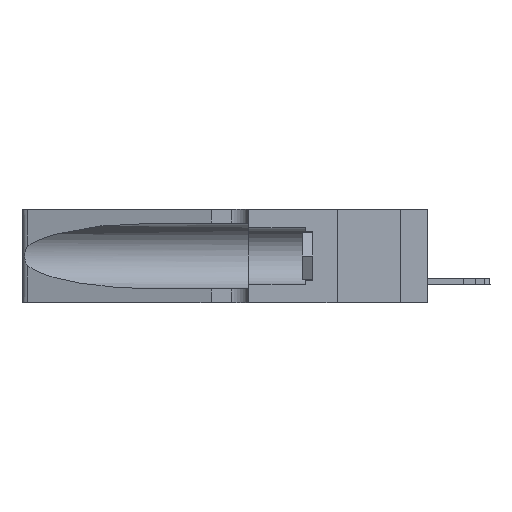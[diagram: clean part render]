
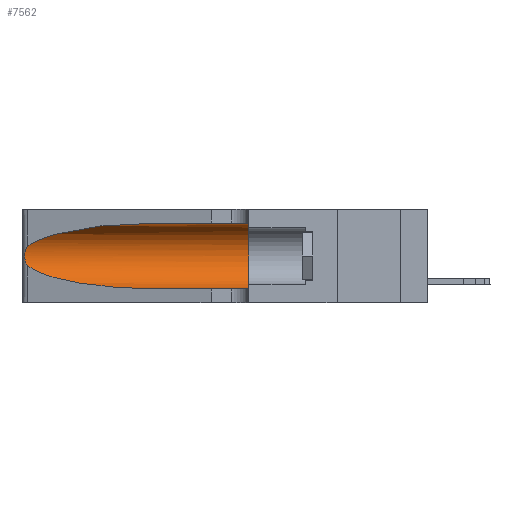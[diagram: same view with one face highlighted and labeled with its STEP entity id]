
A CAD part, left-side view. The second image highlights one B-rep face of the part: STEP entity #7562.
In plain terms, the highlighted cylindrical face has radius 3.308 mm (diameter 6.617 mm), a partial arc.
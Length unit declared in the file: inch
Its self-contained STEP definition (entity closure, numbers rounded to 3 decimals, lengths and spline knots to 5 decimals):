
#208 = DIRECTION ( 'NONE',  ( 0., -1., 0. ) ) ;
#289 = EDGE_CURVE ( 'NONE', #16424, #17615, #22118, .T. ) ;
#426 = DIRECTION ( 'NONE',  ( 0., 1., 0. ) ) ;
#499 = CARTESIAN_POINT ( 'NONE',  ( 0.1305, 0.72297, 0.31525 ) ) ;
#634 = CARTESIAN_POINT ( 'NONE',  ( 0.25487, 1.22718, 0.22369 ) ) ;
#659 = ORIENTED_EDGE ( 'NONE', *, *, #1834, .T. ) ;
#678 = VECTOR ( 'NONE', #7690, 39.37008 ) ;
#679 = CARTESIAN_POINT ( 'NONE',  ( 0.25487, 1.22718, 0.14631 ) ) ;
#740 = LINE ( 'NONE', #1391, #17252 ) ;
#848 = VERTEX_POINT ( 'NONE', #11485 ) ;
#866 = CARTESIAN_POINT ( 'NONE',  ( 0.25856, 1.23593, 0.16098 ) ) ;
#1391 = CARTESIAN_POINT ( 'NONE',  ( 0.1305, 1.61858, 0.31525 ) ) ;
#1506 = CARTESIAN_POINT ( 'NONE',  ( 0.2373, 1.15595, 0.28018 ) ) ;
#1834 = EDGE_CURVE ( 'NONE', #21571, #11564, #1954, .T. ) ;
#1954 = B_SPLINE_CURVE_WITH_KNOTS ( 'NONE', 3,
 ( #634, #18393, #15023, #2391, #20146, #21753, #2687, #11427, #11507, #866, #7993, #11194, #12952, #11738 ),
 .UNSPECIFIED., .F., .F.,
 ( 4, 2, 2, 2, 2, 2, 4 ),
 ( 0., 0.00027, 0.00053, 0.00107, 0.0016, 0.00187, 0.00214 ),
 .UNSPECIFIED. ) ;
#2391 = CARTESIAN_POINT ( 'NONE',  ( 0.25787, 1.23484, 0.2124 ) ) ;
#2430 = CARTESIAN_POINT ( 'NONE',  ( 0.2373, 1.15595, 0.08982 ) ) ;
#2687 = CARTESIAN_POINT ( 'NONE',  ( 0.26075, 1.23896, 0.19203 ) ) ;
#3284 = CARTESIAN_POINT ( 'NONE',  ( 0.25487, 1.22718, 0.22369 ) ) ;
#3673 = CARTESIAN_POINT ( 'NONE',  ( 0.1305, 0.35, 0.185 ) ) ;
#4521 = CARTESIAN_POINT ( 'NONE',  ( 0.18966, 0.96281, 0.05475 ) ) ;
#4959 = ORIENTED_EDGE ( 'NONE', *, *, #20996, .T. ) ;
#6828 = EDGE_CURVE ( 'NONE', #18749, #848, #740, .T. ) ;
#7562 = ADVANCED_FACE ( 'NONE', ( #13352 ), #13905, .F. ) ;
#7690 = DIRECTION ( 'NONE',  ( 0., -1., 0. ) ) ;
#7718 = DIRECTION ( 'NONE',  ( 0., -1., 0. ) ) ;
#7759 = AXIS2_PLACEMENT_3D ( 'NONE', #3673, #426, #12765 ) ;
#7993 = CARTESIAN_POINT ( 'NONE',  ( 0.25789, 1.23486, 0.15765 ) ) ;
#9140 = ORIENTED_EDGE ( 'NONE', *, *, #289, .T. ) ;
#9424 = DIRECTION ( 'NONE',  ( 0., 0., -1. ) ) ;
#9973 = CARTESIAN_POINT ( 'NONE',  ( 0.25487, 1.22718, 0.22369 ) ) ;
#10297 =( BOUNDED_CURVE ( )  B_SPLINE_CURVE ( 3, ( #13531, #17077, #1506, #3284 ),
 .UNSPECIFIED., .F., .F. ) 
 B_SPLINE_CURVE_WITH_KNOTS ( ( 4, 4 ),
 ( 1.5708, 2.84003 ),
 .UNSPECIFIED. ) 
 CURVE ( )  GEOMETRIC_REPRESENTATION_ITEM ( )  RATIONAL_B_SPLINE_CURVE ( ( 1., 0.87, 0.87, 1. ) ) 
 REPRESENTATION_ITEM ( '' )  );
#10799 = CARTESIAN_POINT ( 'NONE',  ( 0.1305, 0.35, 0.05475 ) ) ;
#11194 = CARTESIAN_POINT ( 'NONE',  ( 0.25639, 1.23186, 0.15144 ) ) ;
#11427 = CARTESIAN_POINT ( 'NONE',  ( 0.26075, 1.23896, 0.178 ) ) ;
#11485 = CARTESIAN_POINT ( 'NONE',  ( 0.1305, 0.35, 0.31525 ) ) ;
#11507 = CARTESIAN_POINT ( 'NONE',  ( 0.26017, 1.23833, 0.17102 ) ) ;
#11564 = VERTEX_POINT ( 'NONE', #16629 ) ;
#11738 = CARTESIAN_POINT ( 'NONE',  ( 0.25487, 1.22718, 0.14631 ) ) ;
#12064 = ORIENTED_EDGE ( 'NONE', *, *, #22606, .F. ) ;
#12765 = DIRECTION ( 'NONE',  ( 0., 0., 1. ) ) ;
#12952 = CARTESIAN_POINT ( 'NONE',  ( 0.25555, 1.22993, 0.14849 ) ) ;
#13110 = CARTESIAN_POINT ( 'NONE',  ( 0.1305, 1.61858, 0.05475 ) ) ;
#13352 = FACE_OUTER_BOUND ( 'NONE', #16578, .T. ) ;
#13531 = CARTESIAN_POINT ( 'NONE',  ( 0.1305, 0.72297, 0.31525 ) ) ;
#13905 = CYLINDRICAL_SURFACE ( 'NONE', #21715, 0.13025 ) ;
#15023 = CARTESIAN_POINT ( 'NONE',  ( 0.25639, 1.23184, 0.21858 ) ) ;
#15146 = CARTESIAN_POINT ( 'NONE',  ( 0.1305, 0.72297, 0.05475 ) ) ;
#15251 = ORIENTED_EDGE ( 'NONE', *, *, #6828, .F. ) ;
#15380 = EDGE_CURVE ( 'NONE', #11564, #16424, #19302, .T. ) ;
#16424 = VERTEX_POINT ( 'NONE', #21857 ) ;
#16578 = EDGE_LOOP ( 'NONE', ( #4959, #659, #17546, #9140, #12064, #15251 ) ) ;
#16629 = CARTESIAN_POINT ( 'NONE',  ( 0.25487, 1.22718, 0.14631 ) ) ;
#17077 = CARTESIAN_POINT ( 'NONE',  ( 0.18966, 0.96281, 0.31525 ) ) ;
#17252 = VECTOR ( 'NONE', #208, 39.37008 ) ;
#17546 = ORIENTED_EDGE ( 'NONE', *, *, #15380, .T. ) ;
#17615 = VERTEX_POINT ( 'NONE', #10799 ) ;
#18393 = CARTESIAN_POINT ( 'NONE',  ( 0.25555, 1.22994, 0.2215 ) ) ;
#18749 = VERTEX_POINT ( 'NONE', #499 ) ;
#19302 =( BOUNDED_CURVE ( )  B_SPLINE_CURVE ( 3, ( #679, #2430, #4521, #15146 ),
 .UNSPECIFIED., .F., .F. ) 
 B_SPLINE_CURVE_WITH_KNOTS ( ( 4, 4 ),
 ( 3.44316, 4.71239 ),
 .UNSPECIFIED. ) 
 CURVE ( )  GEOMETRIC_REPRESENTATION_ITEM ( )  RATIONAL_B_SPLINE_CURVE ( ( 1., 0.87, 0.87, 1. ) ) 
 REPRESENTATION_ITEM ( '' )  );
#19856 = CARTESIAN_POINT ( 'NONE',  ( 0.1305, 1.61858, 0.185 ) ) ;
#20146 = CARTESIAN_POINT ( 'NONE',  ( 0.25854, 1.2359, 0.20912 ) ) ;
#20996 = EDGE_CURVE ( 'NONE', #18749, #21571, #10297, .T. ) ;
#21571 = VERTEX_POINT ( 'NONE', #9973 ) ;
#21715 = AXIS2_PLACEMENT_3D ( 'NONE', #19856, #7718, #9424 ) ;
#21753 = CARTESIAN_POINT ( 'NONE',  ( 0.26018, 1.23835, 0.19895 ) ) ;
#21857 = CARTESIAN_POINT ( 'NONE',  ( 0.1305, 0.72297, 0.05475 ) ) ;
#22118 = LINE ( 'NONE', #13110, #678 ) ;
#22606 = EDGE_CURVE ( 'NONE', #848, #17615, #22633, .T. ) ;
#22633 = CIRCLE ( 'NONE', #7759, 0.13025 ) ;
